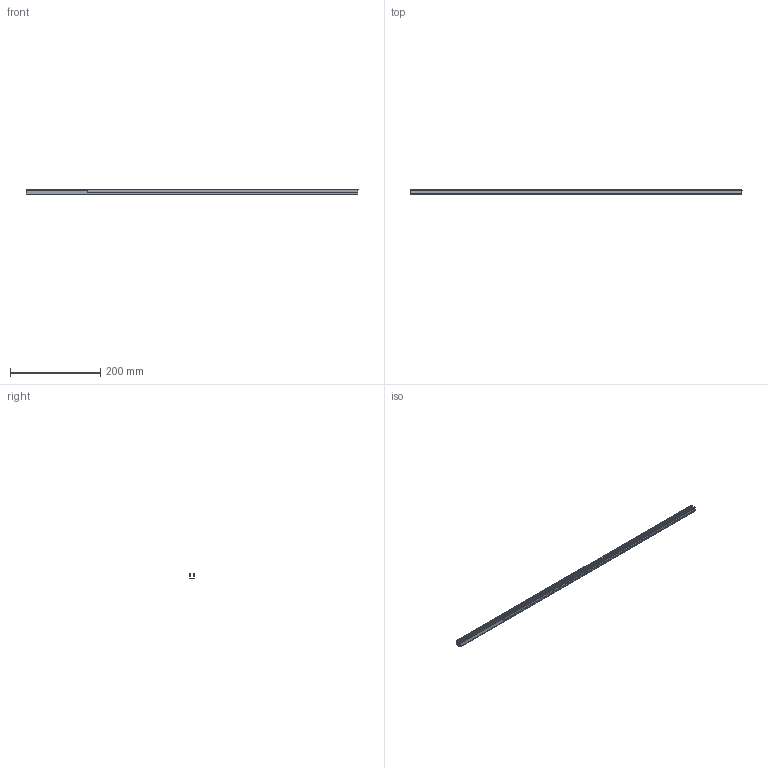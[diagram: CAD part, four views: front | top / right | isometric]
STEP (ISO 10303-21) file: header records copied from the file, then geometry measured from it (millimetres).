
FILE_DESCRIPTION (( 'STEP AP214' ), '1' );
FILE_NAME ('6221005', '2019-01-28T16:56:15', ( '' ), ('JUGARD+KÜNSTNER GmbH'), 'SwSTEP 2.0', 'SolidWorks 2017', '' );
FILE_SCHEMA (( 'AUTOMOTIVE_DESIGN' ));
Length unit declared in the file: millimetre
Products named in the file (1): 6221005
Bounding box: 737.3 x 12.8 x 12 mm (x, y, z)
Volume: 43805.4 mm3; surface area: 53750.6 mm2
Topology: 1 solids, 1 shells, 49 faces, 139 edges, 92 vertices
Faces by surface type: plane 41, cylinder 8
Entity records: 1607 total; most frequent: CARTESIAN_POINT 281, ORIENTED_EDGE 278, DIRECTION 255, EDGE_CURVE 139, VECTOR 123, LINE 123, VERTEX_POINT 92, AXIS2_PLACEMENT_3D 66
